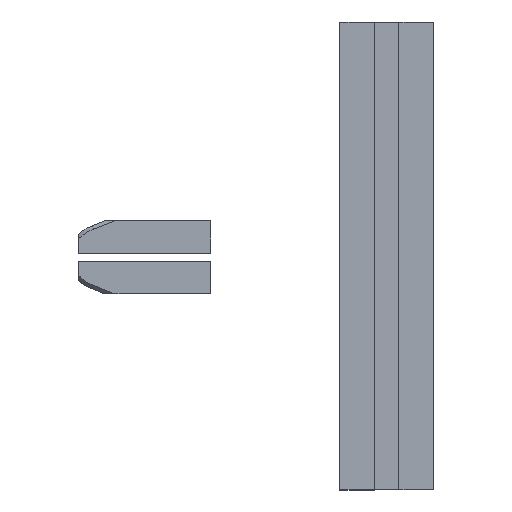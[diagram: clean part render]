
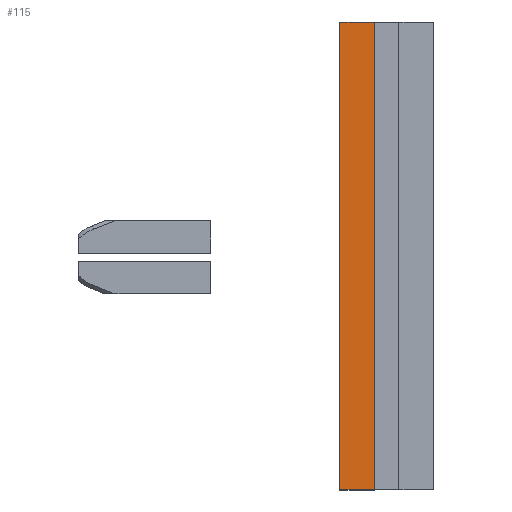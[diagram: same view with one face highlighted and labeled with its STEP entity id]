
A CAD part, top view. The second image highlights one B-rep face of the part: STEP entity #115.
In plain terms, the highlighted planar face has unit normal (0, 0, 1).
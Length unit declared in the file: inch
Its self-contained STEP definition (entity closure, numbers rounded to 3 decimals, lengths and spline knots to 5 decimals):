
#115=ADVANCED_FACE('',(#283),#284,.T.);
#283=FACE_OUTER_BOUND('',#517,.T.);
#284=PLANE('',#518);
#517=EDGE_LOOP('',(#733,#734,#735,#736));
#518=AXIS2_PLACEMENT_3D('',#737,#738,#739);
#733=ORIENTED_EDGE('',*,*,#1400,.F.);
#734=ORIENTED_EDGE('',*,*,#1401,.T.);
#735=ORIENTED_EDGE('',*,*,#1402,.F.);
#736=ORIENTED_EDGE('',*,*,#1403,.F.);
#737=CARTESIAN_POINT('',(1.47784,0.95529,-0.49455));
#738=DIRECTION('',(0.,0.,1.0));
#739=DIRECTION('',(1.0,0.,0.));
#1400=EDGE_CURVE('',#1665,#1666,#1667,.T.);
#1401=EDGE_CURVE('',#1665,#1668,#1669,.T.);
#1402=EDGE_CURVE('',#1670,#1668,#1671,.T.);
#1403=EDGE_CURVE('',#1666,#1670,#1672,.T.);
#1665=VERTEX_POINT('',#2058);
#1666=VERTEX_POINT('',#2059);
#1667=LINE('',#2060,#2061);
#1668=VERTEX_POINT('',#2062);
#1669=LINE('',#2063,#2064);
#1670=VERTEX_POINT('',#2065);
#1671=LINE('',#2066,#2067);
#1672=LINE('',#2068,#2069);
#2058=CARTESIAN_POINT('',(1.76819,-1.95547,-0.49455));
#2059=CARTESIAN_POINT('',(1.47784,-1.95547,-0.49455));
#2060=CARTESIAN_POINT('',(1.67469,-1.95547,-0.49455));
#2061=VECTOR('',#2682,1.0);
#2062=CARTESIAN_POINT('',(1.76819,1.98154,-0.49455));
#2063=CARTESIAN_POINT('',(1.76819,0.95529,-0.49455));
#2064=VECTOR('',#2683,1.0);
#2065=CARTESIAN_POINT('',(1.47784,1.98154,-0.49455));
#2066=CARTESIAN_POINT('',(1.67469,1.98154,-0.49455));
#2067=VECTOR('',#2684,1.0);
#2068=CARTESIAN_POINT('',(1.47784,0.95529,-0.49455));
#2069=VECTOR('',#2685,1.0);
#2682=DIRECTION('',(-1.0,0.,0.0));
#2683=DIRECTION('',(0.,1.0,0.));
#2684=DIRECTION('',(1.0,0.,0.0));
#2685=DIRECTION('',(0.,1.0,0.));
